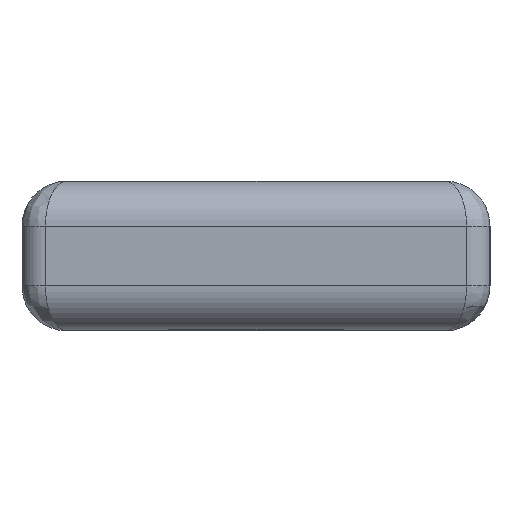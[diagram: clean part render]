
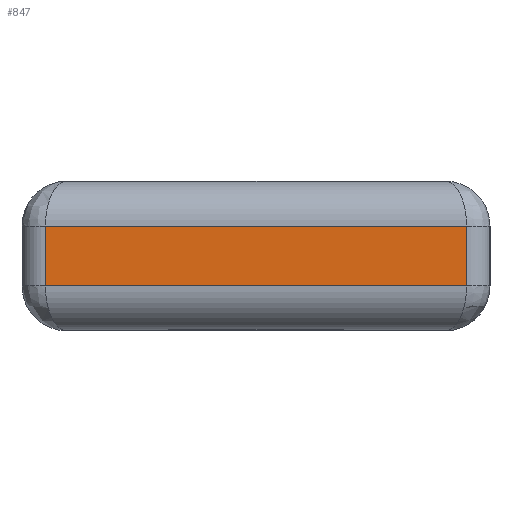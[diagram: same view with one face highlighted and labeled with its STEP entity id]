
A CAD part, left-side view. The second image highlights one B-rep face of the part: STEP entity #847.
In plain terms, the highlighted planar face has unit normal (-1, 0, 0).
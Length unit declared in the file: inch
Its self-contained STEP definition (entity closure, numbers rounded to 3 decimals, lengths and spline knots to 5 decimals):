
#847=ADVANCED_FACE('',(#2005),#1686,.T.);
#1686=PLANE('',#15204);
#2005=FACE_OUTER_BOUND('',#3415,.T.);
#3415=EDGE_LOOP('',(#4944,#4945,#4946,#4947));
#4944=ORIENTED_EDGE('',*,*,#10696,.T.);
#4945=ORIENTED_EDGE('',*,*,#10697,.T.);
#4946=ORIENTED_EDGE('',*,*,#10698,.T.);
#4947=ORIENTED_EDGE('',*,*,#10699,.T.);
#9304=VERTEX_POINT('',#21325);
#9305=VERTEX_POINT('',#21326);
#9306=VERTEX_POINT('',#21328);
#9307=VERTEX_POINT('',#21330);
#10696=EDGE_CURVE('',#9304,#9305,#12754,.T.);
#10697=EDGE_CURVE('',#9305,#9306,#12755,.T.);
#10698=EDGE_CURVE('',#9306,#9307,#12756,.T.);
#10699=EDGE_CURVE('',#9307,#9304,#12757,.T.);
#12754=LINE('',#21324,#13964);
#12755=LINE('',#21327,#13965);
#12756=LINE('',#21329,#13966);
#12757=LINE('',#21331,#13967);
#13964=VECTOR('',#16698,1.);
#13965=VECTOR('',#16699,1.);
#13966=VECTOR('',#16700,1.);
#13967=VECTOR('',#16701,1.);
#15204=AXIS2_PLACEMENT_3D('',#21332,#16702,#16703);
#16698=DIRECTION('',(0.,0.,-1.));
#16699=DIRECTION('',(0.,-1.,0.));
#16700=DIRECTION('',(0.,0.,1.));
#16701=DIRECTION('',(0.,1.,0.));
#16702=DIRECTION('',(-1.,0.,0.));
#16703=DIRECTION('',(0.,0.,1.));
#21324=CARTESIAN_POINT('',(0.,0.59375,0.));
#21325=CARTESIAN_POINT('',(0.,0.59375,0.14));
#21326=CARTESIAN_POINT('',(0.,0.59375,0.06));
#21327=CARTESIAN_POINT('',(0.,0.3125,0.06));
#21328=CARTESIAN_POINT('',(0.,0.03125,0.06));
#21329=CARTESIAN_POINT('',(0.,0.03125,0.));
#21330=CARTESIAN_POINT('',(0.,0.03125,0.14));
#21331=CARTESIAN_POINT('',(0.,0.3125,0.14));
#21332=CARTESIAN_POINT('',(0.,0.3125,0.));
